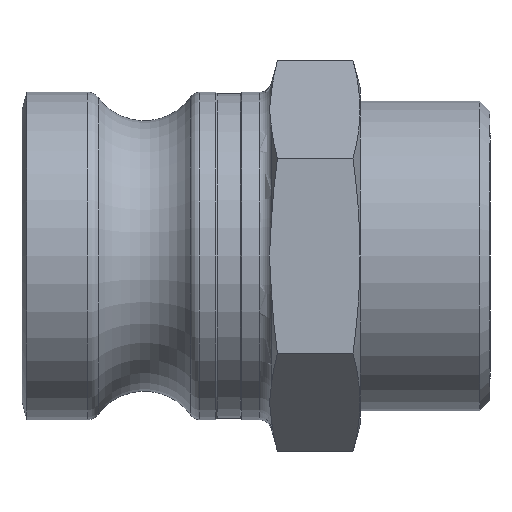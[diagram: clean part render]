
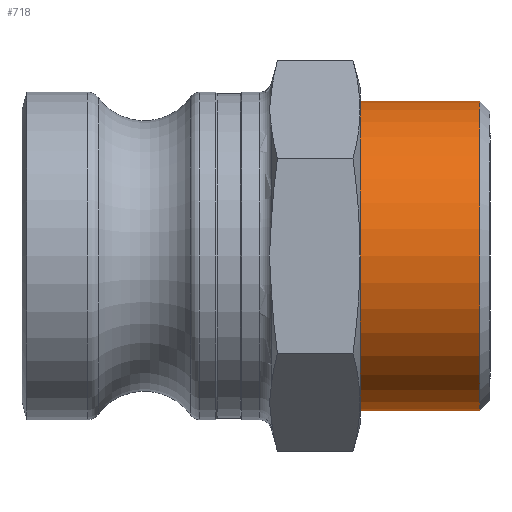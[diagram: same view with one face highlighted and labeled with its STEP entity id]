
A CAD part, front view. The second image highlights one B-rep face of the part: STEP entity #718.
In plain terms, the highlighted cylindrical face has radius 29.807 mm (diameter 59.614 mm), a full revolution.
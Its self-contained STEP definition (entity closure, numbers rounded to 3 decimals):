
#65=CYLINDRICAL_SURFACE('',#831,29.807);
#101=FACE_OUTER_BOUND('',#140,.T.);
#140=EDGE_LOOP('',(#613,#614,#615,#616,#617,#618));
#160=LINE('',#1391,#178);
#178=VECTOR('',#1042,29.807);
#233=CIRCLE('',#829,29.807);
#234=CIRCLE('',#830,29.807);
#235=CIRCLE('',#832,29.807);
#236=CIRCLE('',#833,29.807);
#305=VERTEX_POINT('',#1381);
#306=VERTEX_POINT('',#1382);
#307=VERTEX_POINT('',#1387);
#308=VERTEX_POINT('',#1388);
#409=EDGE_CURVE('',#305,#306,#233,.T.);
#410=EDGE_CURVE('',#306,#305,#234,.T.);
#412=EDGE_CURVE('',#307,#308,#235,.T.);
#413=EDGE_CURVE('',#308,#307,#236,.T.);
#414=EDGE_CURVE('',#308,#306,#160,.T.);
#613=ORIENTED_EDGE('',*,*,#412,.F.);
#614=ORIENTED_EDGE('',*,*,#413,.F.);
#615=ORIENTED_EDGE('',*,*,#414,.T.);
#616=ORIENTED_EDGE('',*,*,#410,.T.);
#617=ORIENTED_EDGE('',*,*,#409,.T.);
#618=ORIENTED_EDGE('',*,*,#414,.F.);
#718=ADVANCED_FACE('',(#101),#65,.T.);
#829=AXIS2_PLACEMENT_3D('',#1383,#1031,#1032);
#830=AXIS2_PLACEMENT_3D('',#1384,#1033,#1034);
#831=AXIS2_PLACEMENT_3D('',#1386,#1036,#1037);
#832=AXIS2_PLACEMENT_3D('',#1389,#1038,#1039);
#833=AXIS2_PLACEMENT_3D('',#1390,#1040,#1041);
#1031=DIRECTION('center_axis',(-1.,0.,0.));
#1032=DIRECTION('ref_axis',(0.,-1.,0.));
#1033=DIRECTION('center_axis',(-1.,0.,0.));
#1034=DIRECTION('ref_axis',(0.,-1.,0.));
#1036=DIRECTION('center_axis',(-1.,0.,0.));
#1037=DIRECTION('ref_axis',(0.,-1.,0.));
#1038=DIRECTION('center_axis',(-1.,0.,0.));
#1039=DIRECTION('ref_axis',(0.,-1.,0.));
#1040=DIRECTION('center_axis',(-1.,0.,0.));
#1041=DIRECTION('ref_axis',(0.,-1.,0.));
#1042=DIRECTION('',(1.,0.,0.));
#1381=CARTESIAN_POINT('',(88.,-29.807,0.));
#1382=CARTESIAN_POINT('',(88.,29.807,0.));
#1383=CARTESIAN_POINT('Origin',(88.,0.,0.));
#1384=CARTESIAN_POINT('Origin',(88.,0.,0.));
#1386=CARTESIAN_POINT('Origin',(76.5,0.,0.));
#1387=CARTESIAN_POINT('',(65.,-29.807,0.));
#1388=CARTESIAN_POINT('',(65.,29.807,0.));
#1389=CARTESIAN_POINT('Origin',(65.,0.,0.));
#1390=CARTESIAN_POINT('Origin',(65.,0.,0.));
#1391=CARTESIAN_POINT('',(76.5,29.807,0.));
